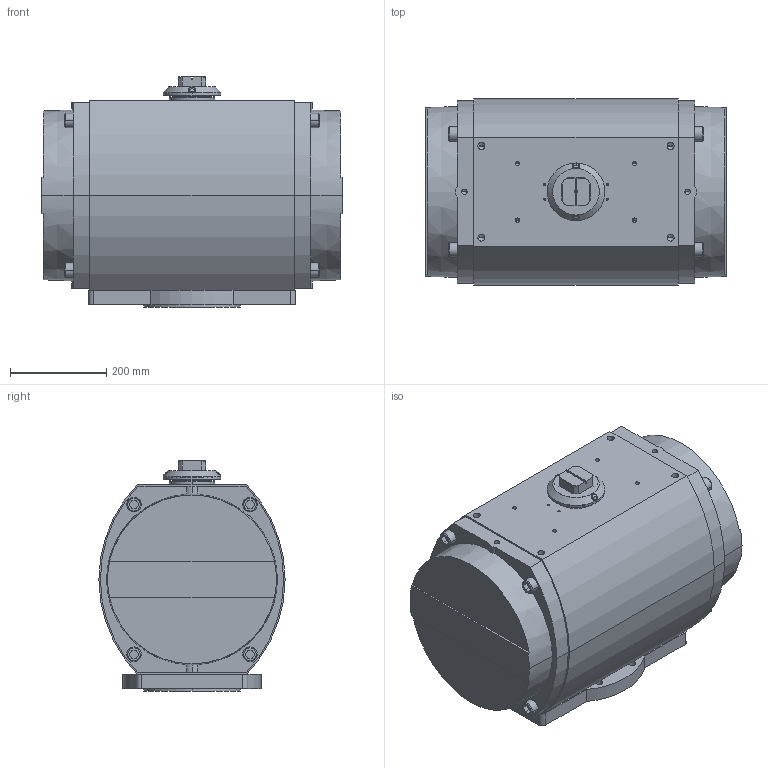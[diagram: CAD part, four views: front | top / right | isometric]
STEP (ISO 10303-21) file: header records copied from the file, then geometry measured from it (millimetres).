
FILE_DESCRIPTION((''),'2;1');
FILE_NAME('50-40 EU NN 3D.stp','2011-05-16T14:05:03',(''),(''),'Mechanical Desktop 2006','Mechanical Desktop 2006',', , ');
FILE_SCHEMA(('CONFIG_CONTROL_DESIGN'));
Length unit declared in the file: millimetre
Products named in the file (13): 50-40 EU NN 3D; 50-40; END CAP BLANK; END CAP NAMUR; ADAPTER PLATE; PINION; M16 X 40 SKT HD CAP SCREW; M20 X 150 SKT HD CAP SCREW; INDICATOR; WHITE STUD; THRUST BEARING; THRUST WASHER; SPIRAL RING
Assembly tree (23 placements, depth 2):
  50-40 EU NN 3D
    50-40
    END CAP BLANK
    END CAP NAMUR
    ADAPTER PLATE
    PINION
    M16 X 40 SKT HD CAP SCREW  x4
    M20 X 150 SKT HD CAP SCREW  x8
    INDICATOR
    WHITE STUD  x2
    THRUST BEARING
    THRUST WASHER
    SPIRAL RING
Bounding box: 625.86 x 387.5 x 479.04 mm (x, y, z)
Volume: 42385301.6 mm3; surface area: 2512560.7 mm2
Topology: 23 solids, 23 shells, 693 faces, 1658 edges, 1041 vertices
Faces by surface type: plane 275, cylinder 272, cone 124, bspline 10, torus 8, sphere 4
Entity records: 16411 total; most frequent: CARTESIAN_POINT 3889, DIRECTION 2704, ORIENTED_EDGE 2428, EDGE_CURVE 1214, AXIS2_PLACEMENT_3D 1055, VERTEX_POINT 790, EDGE_LOOP 618, VECTOR 594
